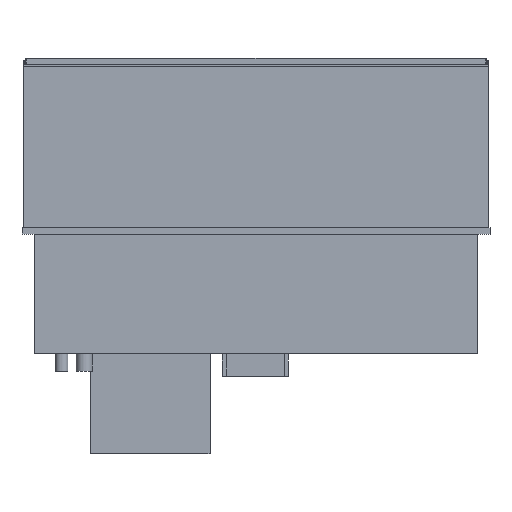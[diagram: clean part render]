
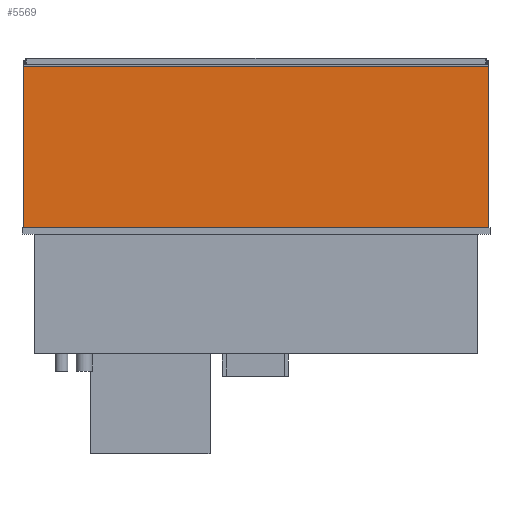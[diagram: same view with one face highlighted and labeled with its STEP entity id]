
A CAD part, top view. The second image highlights one B-rep face of the part: STEP entity #5569.
In plain terms, the highlighted planar face has unit normal (0, 0, 1).
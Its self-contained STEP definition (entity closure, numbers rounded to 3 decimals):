
#333=PLANE('',#6035);
#660=FACE_OUTER_BOUND('',#1000,.T.);
#1000=EDGE_LOOP('',(#5068,#5069,#5070,#5071));
#1622=LINE('',#8962,#2294);
#1625=LINE('',#8968,#2297);
#1628=LINE('',#8974,#2300);
#1631=LINE('',#8978,#2303);
#2294=VECTOR('',#7387,10.);
#2297=VECTOR('',#7392,10.);
#2300=VECTOR('',#7397,10.);
#2303=VECTOR('',#7402,10.);
#2914=VERTEX_POINT('',#8959);
#2915=VERTEX_POINT('',#8961);
#2917=VERTEX_POINT('',#8967);
#2919=VERTEX_POINT('',#8973);
#3638=EDGE_CURVE('',#2915,#2914,#1622,.T.);
#3641=EDGE_CURVE('',#2917,#2915,#1625,.T.);
#3644=EDGE_CURVE('',#2919,#2917,#1628,.T.);
#3647=EDGE_CURVE('',#2914,#2919,#1631,.T.);
#5068=ORIENTED_EDGE('',*,*,#3647,.T.);
#5069=ORIENTED_EDGE('',*,*,#3644,.T.);
#5070=ORIENTED_EDGE('',*,*,#3641,.T.);
#5071=ORIENTED_EDGE('',*,*,#3638,.T.);
#5569=ADVANCED_FACE('',(#660),#333,.T.);
#6035=AXIS2_PLACEMENT_3D('',#8979,#7403,#7404);
#7387=DIRECTION('',(0.,-1.,0.));
#7392=DIRECTION('',(-1.,0.,0.));
#7397=DIRECTION('',(0.,1.,0.));
#7402=DIRECTION('',(1.,0.,0.));
#7403=DIRECTION('center_axis',(0.,0.,1.));
#7404=DIRECTION('ref_axis',(1.,0.,0.));
#8959=CARTESIAN_POINT('',(-720.,20.,347.5));
#8961=CARTESIAN_POINT('',(-720.,520.,347.5));
#8962=CARTESIAN_POINT('',(-720.,520.,347.5));
#8967=CARTESIAN_POINT('',(720.,520.,347.5));
#8968=CARTESIAN_POINT('',(720.,520.,347.5));
#8973=CARTESIAN_POINT('',(720.,20.,347.5));
#8974=CARTESIAN_POINT('',(720.,20.,347.5));
#8978=CARTESIAN_POINT('',(-720.,20.,347.5));
#8979=CARTESIAN_POINT('Origin',(0.,270.,347.5));
